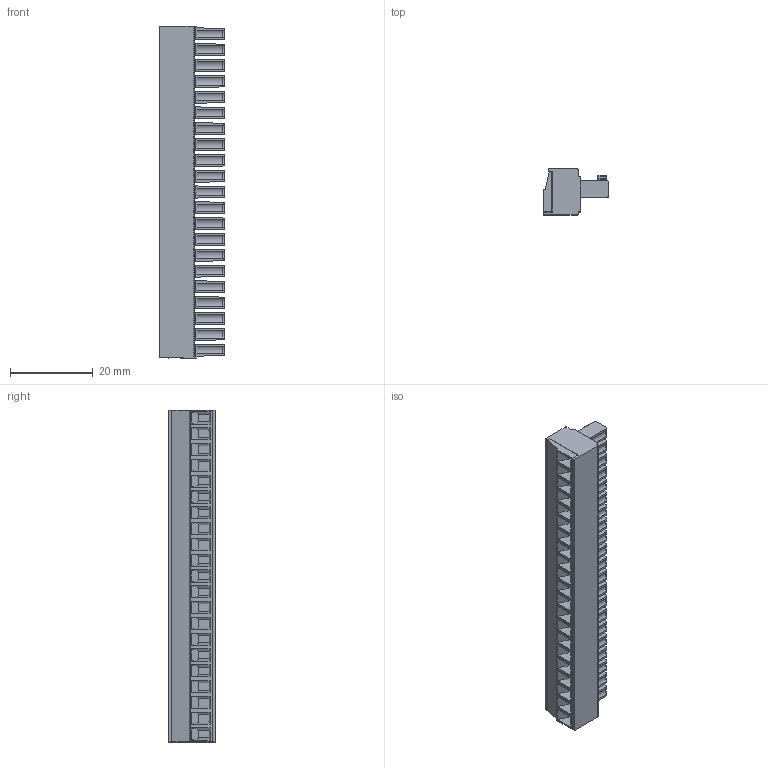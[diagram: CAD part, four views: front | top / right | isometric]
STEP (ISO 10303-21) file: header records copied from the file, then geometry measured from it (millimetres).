
FILE_DESCRIPTION(('STEP AP214'),'1');
FILE_NAME('SH21-3,81.stp','2018-11-19T09:22:06',(' '),(' '),'Spatial InterOp 3D',' ',' ');
FILE_SCHEMA(('AUTOMOTIVE_DESIGN { 1 0 10303 214 1 1 1 1 }'));
Length unit declared in the file: metre
Products named in the file (1): 1
Bounding box: 15.5 x 11.1 x 80.01 mm (x, y, z)
Volume: 7465.4 mm3; surface area: 8331.9 mm2
Topology: 1 solids, 1 shells, 1606 faces, 4245 edges, 2702 vertices
Faces by surface type: plane 1077, cylinder 361, torus 63, cone 63, sphere 42
Full cylindrical faces by diameter (mm): 1.2 x21, 2.8 x21, 3 x21
Entity records: 61212 total; most frequent: CARTESIAN_POINT 9427, ORIENTED_EDGE 8024, DIRECTION 7902, EDGE_CURVE 4012, LINE 2992, VECTOR 2992, VERTEX_POINT 2637, AXIS2_PLACEMENT_3D 2455
